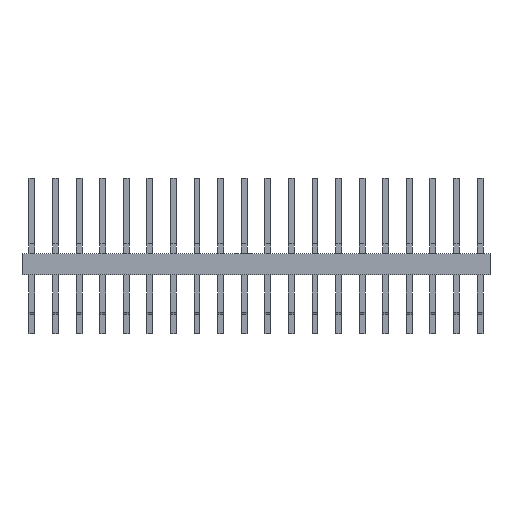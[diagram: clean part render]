
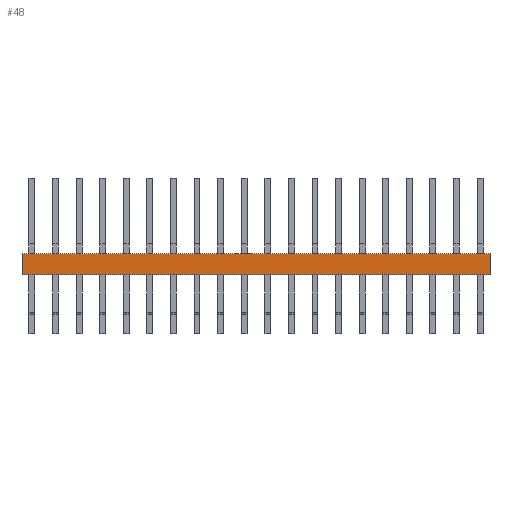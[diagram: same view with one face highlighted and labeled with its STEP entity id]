
A CAD part, front view. The second image highlights one B-rep face of the part: STEP entity #48.
In plain terms, the highlighted planar face has unit normal (0, -1, 0).
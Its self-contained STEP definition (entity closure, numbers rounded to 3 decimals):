
#48=ADVANCED_FACE('',(#817),#818,.T.);
#817=FACE_OUTER_BOUND('',#2349,.T.);
#818=PLANE('',#2350);
#2349=EDGE_LOOP('',(#4011,#4012,#4013,#4014));
#2350=AXIS2_PLACEMENT_3D('',#4015,#4016,#4017);
#4011=ORIENTED_EDGE('',*,*,#10045,.T.);
#4012=ORIENTED_EDGE('',*,*,#10046,.T.);
#4013=ORIENTED_EDGE('',*,*,#10047,.F.);
#4014=ORIENTED_EDGE('',*,*,#9879,.F.);
#4015=CARTESIAN_POINT('',(-25.197,-2.438,0.0));
#4016=DIRECTION('',(0.0,-1.0,0.0));
#4017=DIRECTION('',(0.0,0.0,-1.0));
#9879=EDGE_CURVE('',#11811,#11812,#11813,.T.);
#10045=EDGE_CURVE('',#11811,#12141,#12143,.T.);
#10046=EDGE_CURVE('',#12141,#12144,#12145,.T.);
#10047=EDGE_CURVE('',#11812,#12144,#12146,.T.);
#11811=VERTEX_POINT('',#15031);
#11812=VERTEX_POINT('',#15032);
#11813=LINE('',#15033,#15034);
#12141=VERTEX_POINT('',#15526);
#12143=LINE('',#15529,#15530);
#12144=VERTEX_POINT('',#15531);
#12145=LINE('',#15532,#15533);
#12146=LINE('',#15534,#15535);
#15031=CARTESIAN_POINT('',(-25.197,-2.438,0.0));
#15032=CARTESIAN_POINT('',(25.197,-2.438,0.0));
#15033=CARTESIAN_POINT('',(-25.197,-2.438,0.0));
#15034=VECTOR('',#20183,50.394);
#15526=CARTESIAN_POINT('',(-25.197,-2.438,-2.286));
#15529=CARTESIAN_POINT('',(-25.197,-2.438,0.0));
#15530=VECTOR('',#20349,2.286);
#15531=CARTESIAN_POINT('',(25.197,-2.438,-2.286));
#15532=CARTESIAN_POINT('',(-25.197,-2.438,-2.286));
#15533=VECTOR('',#20350,50.394);
#15534=CARTESIAN_POINT('',(25.197,-2.438,0.0));
#15535=VECTOR('',#20351,2.286);
#20183=DIRECTION('',(1.0,0.0,0.0));
#20349=DIRECTION('',(0.0,0.0,-1.0));
#20350=DIRECTION('',(1.0,0.0,0.0));
#20351=DIRECTION('',(0.0,0.0,-1.0));
